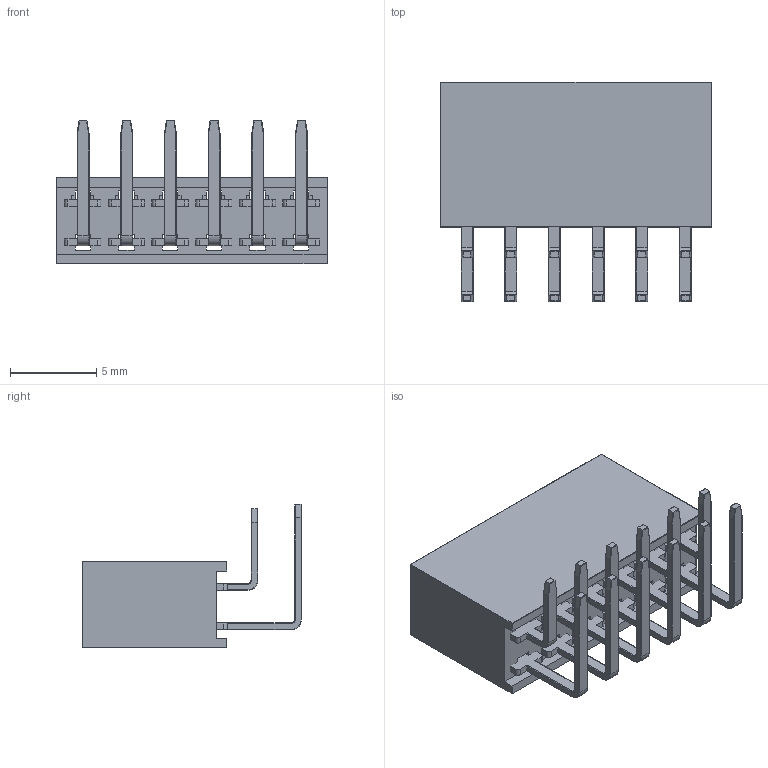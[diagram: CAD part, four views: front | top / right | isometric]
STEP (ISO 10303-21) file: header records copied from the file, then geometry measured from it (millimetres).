
FILE_DESCRIPTION (( 'STEP AP203' ), '1' );
FILE_NAME ('CB91122H100.STEP', '2018-08-17T02:34:00', ( '' ), ( '' ), 'SwSTEP 2.0', 'SolidWorks 2017', '' );
FILE_SCHEMA (( 'CONFIG_CONTROL_DESIGN' ));
Length unit declared in the file: millimetre
Products named in the file (4): CB91-t3; CB91122H100; CB91-BAS_12; CB91-t2
Assembly tree (13 placements, depth 2):
  CB91122H100
    CB91-BAS_12
    CB91-t2  x6
    CB91-t3  x6
Bounding box: 15.74 x 12.74 x 8.32 mm (x, y, z)
Volume: 595.5 mm3; surface area: 1440.8 mm2
Topology: 13 solids, 13 shells, 831 faces, 2064 edges, 1255 vertices
Faces by surface type: plane 454, cylinder 325, torus 48, sphere 4
Entity records: 11542 total; most frequent: CARTESIAN_POINT 2095, ORIENTED_EDGE 1860, DIRECTION 1729, EDGE_CURVE 930, LINE 783, VECTOR 783, VERTEX_POINT 555, AXIS2_PLACEMENT_3D 473
